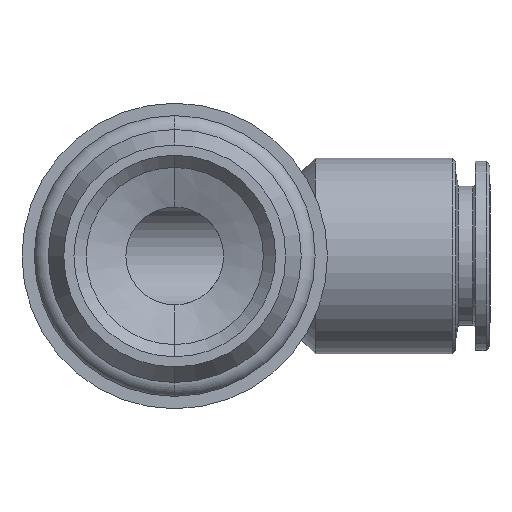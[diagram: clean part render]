
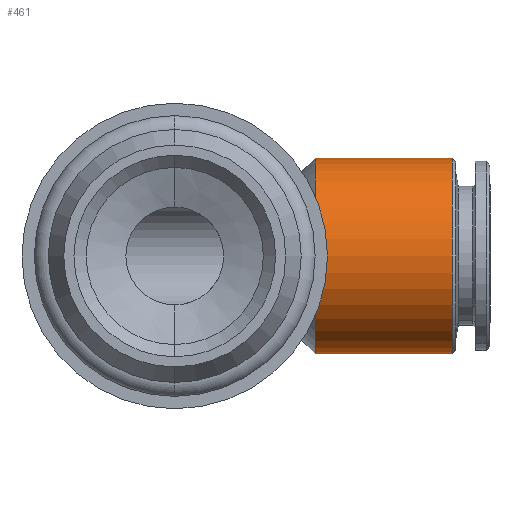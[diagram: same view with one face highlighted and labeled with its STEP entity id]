
A CAD part, front view. The second image highlights one B-rep face of the part: STEP entity #461.
In plain terms, the highlighted cylindrical face has radius 8 mm (diameter 16 mm), a partial arc.
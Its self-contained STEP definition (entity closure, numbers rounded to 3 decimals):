
#138 = VERTEX_POINT ( 'NONE', #985 ) ;
#178 = VERTEX_POINT ( 'NONE', #1164 ) ;
#261 = EDGE_CURVE ( 'NONE', #138, #750, #1449, .T. ) ;
#262 = EDGE_CURVE ( 'NONE', #178, #753, #1445, .T. ) ;
#430 = ORIENTED_EDGE ( 'NONE', *, *, #262, .F. ) ;
#436 = ORIENTED_EDGE ( 'NONE', *, *, #437, .T. ) ;
#437 = EDGE_CURVE ( 'NONE', #750, #753, #1750, .T. ) ;
#459 = EDGE_LOOP ( 'NONE', ( #430, #533, #530, #436 ) ) ;
#461 = ADVANCED_FACE ( 'NONE', ( #1854 ), #1856, .T. ) ;
#477 = EDGE_CURVE ( 'NONE', #178, #138, #1878, .T. ) ;
#530 = ORIENTED_EDGE ( 'NONE', *, *, #261, .T. ) ;
#533 = ORIENTED_EDGE ( 'NONE', *, *, #477, .T. ) ;
#750 = VERTEX_POINT ( 'NONE', #2570 ) ;
#753 = VERTEX_POINT ( 'NONE', #2562 ) ;
#985 = CARTESIAN_POINT ( 'NONE',  ( 22.7, 0., 8. ) ) ;
#1164 = CARTESIAN_POINT ( 'NONE',  ( 22.7, 0., -8. ) ) ;
#1439 = VECTOR ( 'NONE', #1450, 1000. ) ;
#1445 = LINE ( 'NONE', #1448, #1439 ) ;
#1448 = CARTESIAN_POINT ( 'NONE',  ( 0., 0., -8. ) ) ;
#1449 = LINE ( 'NONE', #1452, #1456 ) ;
#1450 = DIRECTION ( 'NONE',  ( -1., 0., 0. ) ) ;
#1452 = CARTESIAN_POINT ( 'NONE',  ( 0., 0., 8. ) ) ;
#1453 = DIRECTION ( 'NONE',  ( -1., 0., 0. ) ) ;
#1456 = VECTOR ( 'NONE', #1453, 1000. ) ;
#1746 = DIRECTION ( 'NONE',  ( 0., 0., -1. ) ) ;
#1747 = DIRECTION ( 'NONE',  ( 1., 0., 0. ) ) ;
#1748 = CARTESIAN_POINT ( 'NONE',  ( 11.5, 0., 0. ) ) ;
#1749 = AXIS2_PLACEMENT_3D ( 'NONE', #1748, #1747, #1746 ) ;
#1750 = CIRCLE ( 'NONE', #1749, 8. ) ;
#1837 = CARTESIAN_POINT ( 'NONE',  ( 0., 0., 0. ) ) ;
#1847 = DIRECTION ( 'NONE',  ( -1., 0., 0. ) ) ;
#1854 = FACE_OUTER_BOUND ( 'NONE', #459, .T. ) ;
#1855 = DIRECTION ( 'NONE',  ( 0., 0., 1. ) ) ;
#1856 = CYLINDRICAL_SURFACE ( 'NONE', #1857, 8. ) ;
#1857 = AXIS2_PLACEMENT_3D ( 'NONE', #1837, #1847, #1855 ) ;
#1869 = DIRECTION ( 'NONE',  ( 0., 0., 1. ) ) ;
#1870 = DIRECTION ( 'NONE',  ( -1., 0., 0. ) ) ;
#1871 = CARTESIAN_POINT ( 'NONE',  ( 22.7, 0., 0. ) ) ;
#1878 = CIRCLE ( 'NONE', #1882, 8. ) ;
#1882 = AXIS2_PLACEMENT_3D ( 'NONE', #1871, #1870, #1869 ) ;
#2562 = CARTESIAN_POINT ( 'NONE',  ( 11.5, 0., -8. ) ) ;
#2570 = CARTESIAN_POINT ( 'NONE',  ( 11.5, 0., 8. ) ) ;
